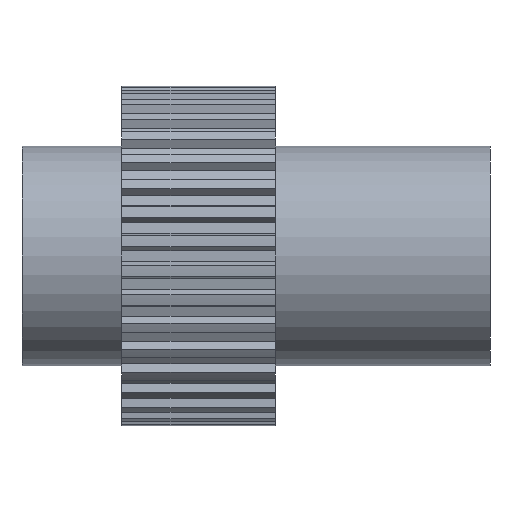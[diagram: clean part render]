
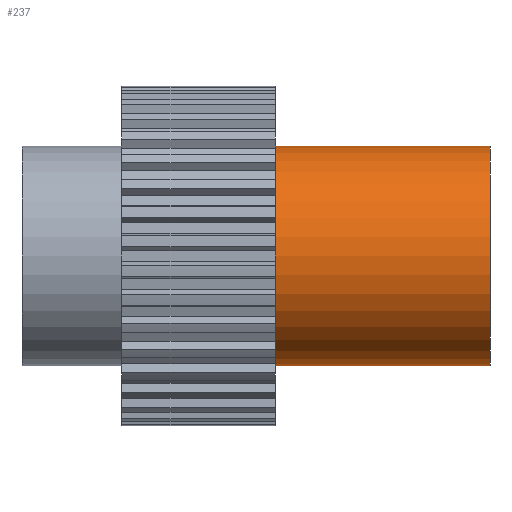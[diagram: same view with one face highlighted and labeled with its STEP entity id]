
A CAD part, front view. The second image highlights one B-rep face of the part: STEP entity #237.
In plain terms, the highlighted cylindrical face has radius 11 mm (diameter 22 mm), a partial arc.
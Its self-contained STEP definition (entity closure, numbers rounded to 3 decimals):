
#28 = CARTESIAN_POINT ( 'NONE',  ( 0., 0., 11. ) ) ;
#33 = ORIENTED_EDGE ( 'NONE', *, *, #3397, .T. ) ;
#237 = ADVANCED_FACE ( 'NONE', ( #3685 ), #394, .T. ) ;
#327 = EDGE_CURVE ( 'NONE', #3553, #2293, #3308, .T. ) ;
#394 = CYLINDRICAL_SURFACE ( 'NONE', #4717, 11. ) ;
#773 = CARTESIAN_POINT ( 'NONE',  ( 0., 0., -11. ) ) ;
#846 = DIRECTION ( 'NONE',  ( -1., 0., 0. ) ) ;
#932 = CARTESIAN_POINT ( 'NONE',  ( 0., 0., 0. ) ) ;
#933 = CARTESIAN_POINT ( 'NONE',  ( 21.5, 0., 0. ) ) ;
#1068 = AXIS2_PLACEMENT_3D ( 'NONE', #933, #3792, #1358 ) ;
#1095 = CARTESIAN_POINT ( 'NONE',  ( -31.538, 0., 11. ) ) ;
#1358 = DIRECTION ( 'NONE',  ( 0., 0., 1. ) ) ;
#1651 = CARTESIAN_POINT ( 'NONE',  ( 21.5, 0., 11. ) ) ;
#1986 = CARTESIAN_POINT ( 'NONE',  ( 21.5, 0., -11. ) ) ;
#2186 = VERTEX_POINT ( 'NONE', #1651 ) ;
#2280 = VECTOR ( 'NONE', #3557, 1000. ) ;
#2293 = VERTEX_POINT ( 'NONE', #28 ) ;
#2343 = EDGE_CURVE ( 'NONE', #3478, #2186, #4582, .T. ) ;
#3017 = DIRECTION ( 'NONE',  ( -1., 0., 0. ) ) ;
#3214 = EDGE_CURVE ( 'NONE', #3478, #3553, #4218, .T. ) ;
#3293 = DIRECTION ( 'NONE',  ( 0., 0., 1. ) ) ;
#3308 = CIRCLE ( 'NONE', #4181, 11. ) ;
#3397 = EDGE_CURVE ( 'NONE', #2186, #2293, #4273, .T. ) ;
#3461 = DIRECTION ( 'NONE',  ( -1., 0., 0. ) ) ;
#3478 = VERTEX_POINT ( 'NONE', #1986 ) ;
#3553 = VERTEX_POINT ( 'NONE', #773 ) ;
#3557 = DIRECTION ( 'NONE',  ( -1., 0., 0. ) ) ;
#3685 = FACE_OUTER_BOUND ( 'NONE', #4423, .T. ) ;
#3754 = CARTESIAN_POINT ( 'NONE',  ( -31.538, 0., 0. ) ) ;
#3792 = DIRECTION ( 'NONE',  ( -1., 0., 0. ) ) ;
#3982 = ORIENTED_EDGE ( 'NONE', *, *, #2343, .T. ) ;
#4181 = AXIS2_PLACEMENT_3D ( 'NONE', #932, #846, #5313 ) ;
#4218 = LINE ( 'NONE', #5018, #5296 ) ;
#4273 = LINE ( 'NONE', #1095, #2280 ) ;
#4423 = EDGE_LOOP ( 'NONE', ( #4606, #3982, #33, #4877 ) ) ;
#4582 = CIRCLE ( 'NONE', #1068, 11. ) ;
#4606 = ORIENTED_EDGE ( 'NONE', *, *, #3214, .F. ) ;
#4717 = AXIS2_PLACEMENT_3D ( 'NONE', #3754, #3461, #3293 ) ;
#4877 = ORIENTED_EDGE ( 'NONE', *, *, #327, .F. ) ;
#5018 = CARTESIAN_POINT ( 'NONE',  ( -31.538, 0., -11. ) ) ;
#5296 = VECTOR ( 'NONE', #3017, 1000. ) ;
#5313 = DIRECTION ( 'NONE',  ( 0., 0., 1. ) ) ;
